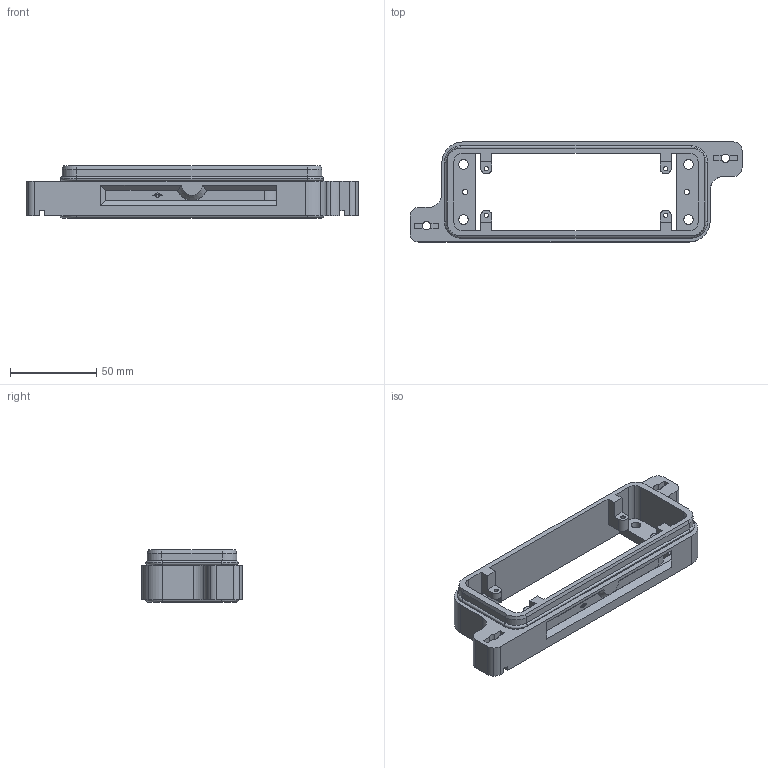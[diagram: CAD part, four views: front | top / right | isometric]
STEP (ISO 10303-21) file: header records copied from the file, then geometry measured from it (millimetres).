
FILE_DESCRIPTION(('Creo Elements/Direct Modeling STEP Export'),'2;1');
FILE_NAME('0ln7uvk49c4jspn4048','2017-02-24T 9:15:39',(''),(''),'PTC Creo Elements/Direct Modeling STEP processor for AP214 (Solid Model)','PTC Creo Elements/Direct Modeling 19.0E 27-Jun-2016 (C) Parametric Technology GmbH','');
FILE_SCHEMA(('AUTOMOTIVE_DESIGN { 1 0 10303 214 1 1 1 1 }'));
Length unit declared in the file: millimetre
Products named in the file (1): CGIE_24
Bounding box: 192.5 x 58 x 30.25 mm (x, y, z)
Volume: 80527.6 mm3; surface area: 42733.6 mm2
Topology: 1 solids, 1 shells, 310 faces, 855 edges, 542 vertices
Faces by surface type: plane 164, cylinder 120, torus 20, cone 6
Entity records: 13189 total; most frequent: CARTESIAN_POINT 2534, DIRECTION 1727, ORIENTED_EDGE 1710, EDGE_CURVE 855, AXIS2_PLACEMENT_3D 593, VERTEX_POINT 542, VECTOR 541, LINE 541
